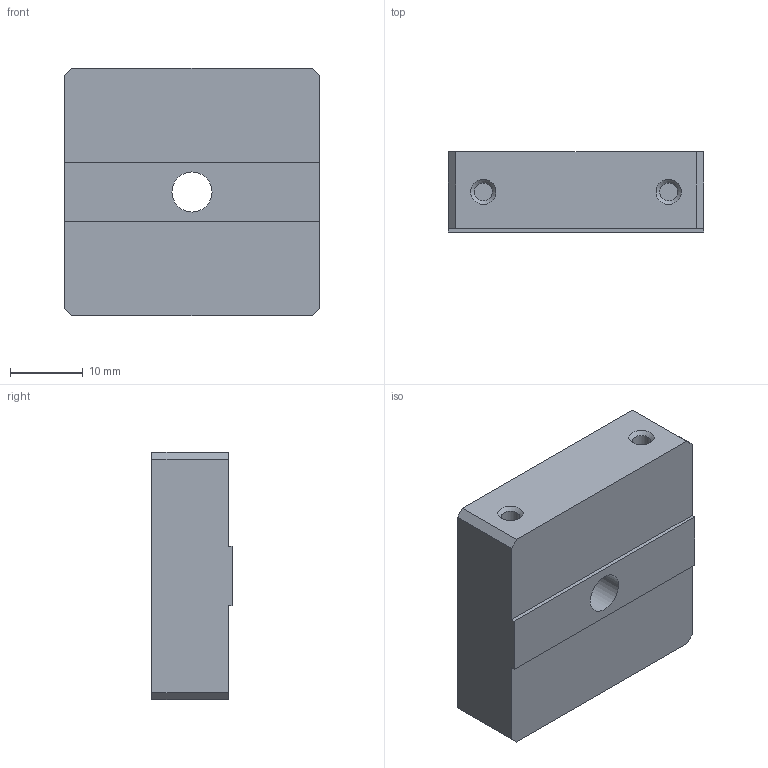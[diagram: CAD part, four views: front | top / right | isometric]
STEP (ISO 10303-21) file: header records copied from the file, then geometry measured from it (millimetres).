
FILE_DESCRIPTION(/* description */ ('SUP SENSOR BARREIRA ENT E SAI','CAx-IF Rec.Pracs.---Representation and Presentation of Product Manufacturing Information (PMI)---4.0---2014-10-13'),/* implementation_level */ '2;1');
FILE_NAME(/* name */ 'MD10-00-002 - SUPORTE SENSOR BARREIRA ENTRADA E SADA.stp',/* time_stamp */ '2025-10-02T16:06:22-04:00',/* author */ ('wandr'),/* organization */ ('ELGIN'),/* preprocessor_version */ 'ST-DEVELOPER v20.1',/* originating_system */ 'Autodesk Inventor 2026',/* authorisation */ '');
FILE_SCHEMA (('AP242_MANAGED_MODEL_BASED_3D_ENGINEERING_MIM_LF { 1 0 10303 442 2 1 4 }'));
Length unit declared in the file: millimetre
Products named in the file (1): MD10-00-002
Bounding box: 35 x 11 x 34 mm (x, y, z)
Volume: 12159.1 mm3; surface area: 4167.6 mm2
Topology: 1 solids, 1 shells, 22 faces, 57 edges, 37 vertices
Faces by surface type: plane 14, cone 5, cylinder 3
Full cylindrical faces by diameter (mm): 2.459 x2, 5.5 x1
Entity records: 912 total; most frequent: CARTESIAN_POINT 168, DIRECTION 144, ORIENTED_EDGE 110, EDGE_CURVE 55, AXIS2_PLACEMENT_3D 50, LINE 44, VECTOR 44, VERTEX_POINT 37
